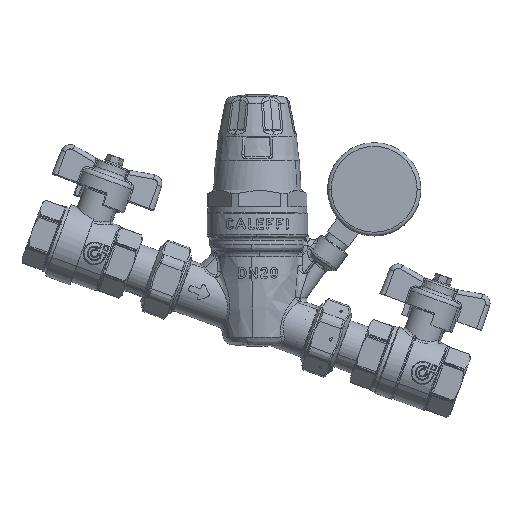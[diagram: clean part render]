
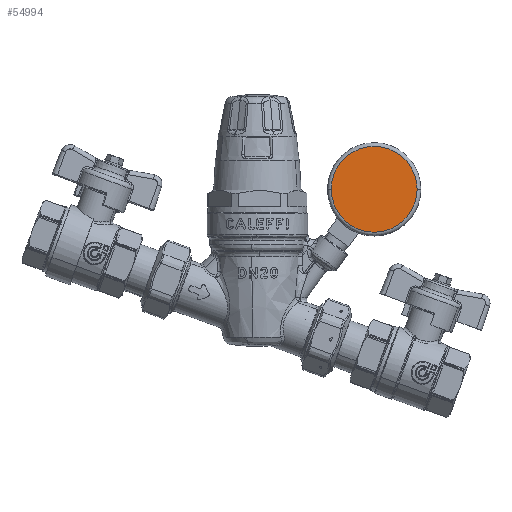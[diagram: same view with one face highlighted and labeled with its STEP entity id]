
A CAD part, top view. The second image highlights one B-rep face of the part: STEP entity #54994.
In plain terms, the highlighted planar face has unit normal (0, 0, 1).
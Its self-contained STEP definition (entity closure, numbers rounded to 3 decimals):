
#51351=CARTESIAN_POINT('Vertex',(39.586,66.171,17.25)) ;
#51358=CARTESIAN_POINT('Vertex',(85.586,66.171,17.25)) ;
#51361=CARTESIAN_POINT('Axis2P3D Location',(62.586,66.171,17.25)) ;
#54963=CARTESIAN_POINT('Axis2P3D Location',(62.586,66.171,17.25)) ;
#54985=CARTESIAN_POINT('Axis2P3D Location',(0.,0.,17.25)) ;
#51362=DIRECTION('Axis2P3D Direction',(0.,-0.,1.)) ;
#54964=DIRECTION('Axis2P3D Direction',(-0.,0.,1.)) ;
#54986=DIRECTION('Axis2P3D Direction',(0.,0.,1.)) ;
#54987=DIRECTION('Axis2P3D XDirection',(1.,0.,0.)) ;
#51363=AXIS2_PLACEMENT_3D('Circle Axis2P3D',#51361,#51362,$) ;
#54965=AXIS2_PLACEMENT_3D('Circle Axis2P3D',#54963,#54964,$) ;
#54988=AXIS2_PLACEMENT_3D('Plane Axis2P3D',#54985,#54986,#54987) ;
#54991=ORIENTED_EDGE('',*,*,#54967,.T.) ;
#54992=ORIENTED_EDGE('',*,*,#51365,.T.) ;
#54994=ADVANCED_FACE('PartBody',(#54993),#54989,.T.) ;
#51364=CIRCLE('generated circle',#51363,23.) ;
#54966=CIRCLE('generated circle',#54965,23.) ;
#51365=EDGE_CURVE('',#51352,#51359,#51364,.T.) ;
#54967=EDGE_CURVE('',#51359,#51352,#54966,.T.) ;
#54990=EDGE_LOOP('',(#54991,#54992)) ;
#54993=FACE_OUTER_BOUND('',#54990,.T.) ;
#54989=PLANE('',#54988) ;
#51352=VERTEX_POINT('',#51351) ;
#51359=VERTEX_POINT('',#51358) ;
